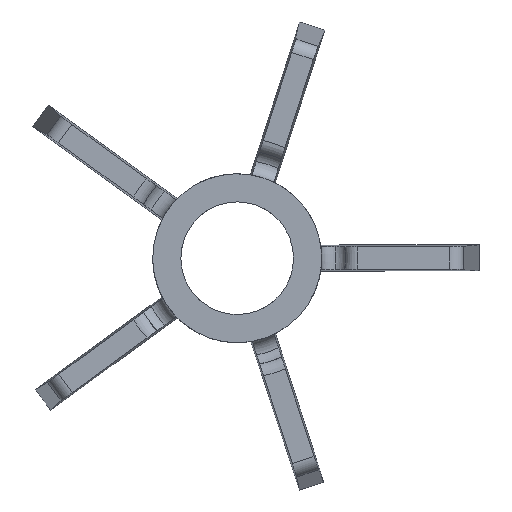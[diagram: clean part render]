
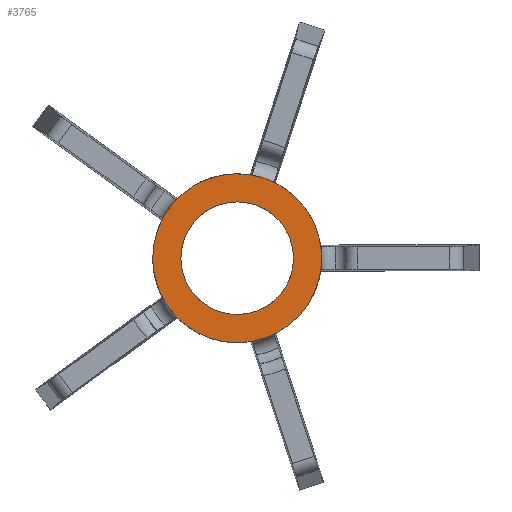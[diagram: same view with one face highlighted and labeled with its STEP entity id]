
A CAD part, front view. The second image highlights one B-rep face of the part: STEP entity #3765.
In plain terms, the highlighted planar face has unit normal (0, -1, 0).
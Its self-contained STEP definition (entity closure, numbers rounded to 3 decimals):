
#3765 = ADVANCED_FACE('',(#3766,#3807),#3781,.T.);
#3766 = FACE_BOUND('',#3767,.T.);
#3767 = EDGE_LOOP('',(#3768,#3792));
#3768 = ORIENTED_EDGE('',*,*,#3769,.T.);
#3769 = EDGE_CURVE('',#3770,#3772,#3774,.T.);
#3770 = VERTEX_POINT('',#3771);
#3771 = CARTESIAN_POINT('',(1590.359,-747.1,
    1021.66));
#3772 = VERTEX_POINT('',#3773);
#3773 = CARTESIAN_POINT('',(1590.822,-747.1,
    1027.623));
#3774 = SURFACE_CURVE('',#3775,(#3780),.PCURVE_S1.);
#3775 = CIRCLE('',#3776,3.);
#3776 = AXIS2_PLACEMENT_3D('',#3777,#3778,#3779);
#3777 = CARTESIAN_POINT('',(1590.354,-747.1,
    1024.66));
#3778 = DIRECTION('',(0.,-1.,0.));
#3779 = DIRECTION('',(0.002,0.,-1.));
#3780 = PCURVE('',#3781,#3786);
#3781 = PLANE('',#3782);
#3782 = AXIS2_PLACEMENT_3D('',#3783,#3784,#3785);
#3783 = CARTESIAN_POINT('',(1590.354,-747.1,
    1024.66));
#3784 = DIRECTION('',(0.,-1.,0.));
#3785 = DIRECTION('',(0.002,0.,-1.));
#3786 = DEFINITIONAL_REPRESENTATION('',(#3787),#3791);
#3787 = CIRCLE('',#3788,3.);
#3788 = AXIS2_PLACEMENT_2D('',#3789,#3790);
#3789 = CARTESIAN_POINT('',(0.,0.));
#3790 = DIRECTION('',(1.,0.));
#3791 = ( GEOMETRIC_REPRESENTATION_CONTEXT(2) 
PARAMETRIC_REPRESENTATION_CONTEXT() REPRESENTATION_CONTEXT('2D SPACE',''
  ) );
#3792 = ORIENTED_EDGE('',*,*,#3793,.T.);
#3793 = EDGE_CURVE('',#3772,#3770,#3794,.T.);
#3794 = SURFACE_CURVE('',#3795,(#3800),.PCURVE_S1.);
#3795 = CIRCLE('',#3796,3.);
#3796 = AXIS2_PLACEMENT_3D('',#3797,#3798,#3799);
#3797 = CARTESIAN_POINT('',(1590.354,-747.1,
    1024.66));
#3798 = DIRECTION('',(0.,-1.,0.));
#3799 = DIRECTION('',(0.002,0.,-1.));
#3800 = PCURVE('',#3781,#3801);
#3801 = DEFINITIONAL_REPRESENTATION('',(#3802),#3806);
#3802 = CIRCLE('',#3803,3.);
#3803 = AXIS2_PLACEMENT_2D('',#3804,#3805);
#3804 = CARTESIAN_POINT('',(0.,0.));
#3805 = DIRECTION('',(1.,0.));
#3806 = ( GEOMETRIC_REPRESENTATION_CONTEXT(2) 
PARAMETRIC_REPRESENTATION_CONTEXT() REPRESENTATION_CONTEXT('2D SPACE',''
  ) );
#3807 = FACE_BOUND('',#3808,.T.);
#3808 = EDGE_LOOP('',(#3809,#3828));
#3809 = ORIENTED_EDGE('',*,*,#3810,.F.);
#3810 = EDGE_CURVE('',#3811,#3813,#3815,.T.);
#3811 = VERTEX_POINT('',#3812);
#3812 = CARTESIAN_POINT('',(1590.358,-747.1,
    1022.66));
#3813 = VERTEX_POINT('',#3814);
#3814 = CARTESIAN_POINT('',(1590.351,-747.1,
    1026.66));
#3815 = SURFACE_CURVE('',#3816,(#3821),.PCURVE_S1.);
#3816 = CIRCLE('',#3817,2.);
#3817 = AXIS2_PLACEMENT_3D('',#3818,#3819,#3820);
#3818 = CARTESIAN_POINT('',(1590.354,-747.1,
    1024.66));
#3819 = DIRECTION('',(0.,-1.,0.));
#3820 = DIRECTION('',(0.002,0.,-1.));
#3821 = PCURVE('',#3781,#3822);
#3822 = DEFINITIONAL_REPRESENTATION('',(#3823),#3827);
#3823 = CIRCLE('',#3824,2.);
#3824 = AXIS2_PLACEMENT_2D('',#3825,#3826);
#3825 = CARTESIAN_POINT('',(0.,0.));
#3826 = DIRECTION('',(1.,0.));
#3827 = ( GEOMETRIC_REPRESENTATION_CONTEXT(2) 
PARAMETRIC_REPRESENTATION_CONTEXT() REPRESENTATION_CONTEXT('2D SPACE',''
  ) );
#3828 = ORIENTED_EDGE('',*,*,#3829,.F.);
#3829 = EDGE_CURVE('',#3813,#3811,#3830,.T.);
#3830 = SURFACE_CURVE('',#3831,(#3836),.PCURVE_S1.);
#3831 = CIRCLE('',#3832,2.);
#3832 = AXIS2_PLACEMENT_3D('',#3833,#3834,#3835);
#3833 = CARTESIAN_POINT('',(1590.354,-747.1,
    1024.66));
#3834 = DIRECTION('',(0.,-1.,0.));
#3835 = DIRECTION('',(0.002,0.,-1.));
#3836 = PCURVE('',#3781,#3837);
#3837 = DEFINITIONAL_REPRESENTATION('',(#3838),#3842);
#3838 = CIRCLE('',#3839,2.);
#3839 = AXIS2_PLACEMENT_2D('',#3840,#3841);
#3840 = CARTESIAN_POINT('',(0.,0.));
#3841 = DIRECTION('',(1.,0.));
#3842 = ( GEOMETRIC_REPRESENTATION_CONTEXT(2) 
PARAMETRIC_REPRESENTATION_CONTEXT() REPRESENTATION_CONTEXT('2D SPACE',''
  ) );
